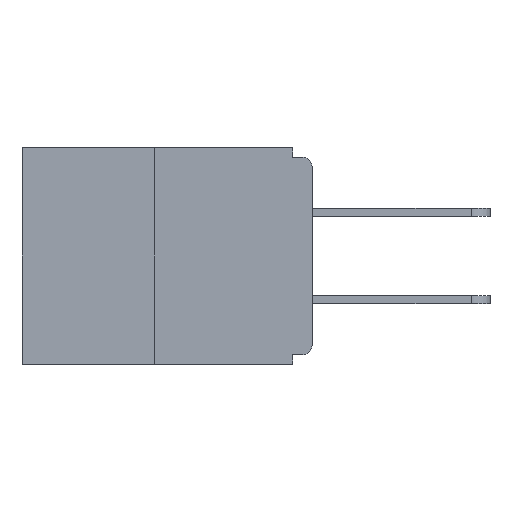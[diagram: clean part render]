
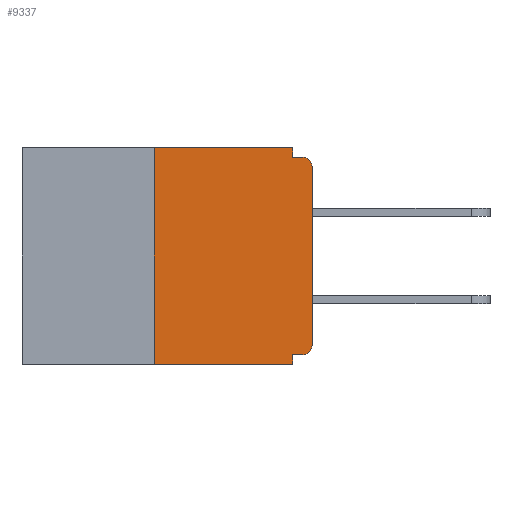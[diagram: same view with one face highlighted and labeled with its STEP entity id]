
A CAD part, left-side view. The second image highlights one B-rep face of the part: STEP entity #9337.
In plain terms, the highlighted planar face has unit normal (-1, 0, 0).
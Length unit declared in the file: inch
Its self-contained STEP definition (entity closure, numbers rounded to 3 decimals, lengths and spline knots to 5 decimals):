
#137 = EDGE_CURVE ( 'NONE', #4614, #2557, #12158, .T. ) ;
#560 = VECTOR ( 'NONE', #6119, 39.37008 ) ;
#634 = DIRECTION ( 'NONE',  ( 0., 0., -1. ) ) ;
#746 = EDGE_CURVE ( 'NONE', #15368, #2343, #1910, .T. ) ;
#1126 = CARTESIAN_POINT ( 'NONE',  ( 0., 0.25, 0. ) ) ;
#1361 = ORIENTED_EDGE ( 'NONE', *, *, #746, .T. ) ;
#1457 = CARTESIAN_POINT ( 'NONE',  ( 0., 0.015, -0.015 ) ) ;
#1910 = LINE ( 'NONE', #7385, #560 ) ;
#2106 = VERTEX_POINT ( 'NONE', #6452 ) ;
#2343 = VERTEX_POINT ( 'NONE', #9684 ) ;
#2401 = CARTESIAN_POINT ( 'NONE',  ( 0., 0., -0.328 ) ) ;
#2407 = LINE ( 'NONE', #6254, #10883 ) ;
#2508 = VECTOR ( 'NONE', #7952, 39.37008 ) ;
#2557 = VERTEX_POINT ( 'NONE', #1457 ) ;
#2818 = DIRECTION ( 'NONE',  ( 0., 0., -1. ) ) ;
#2888 = CIRCLE ( 'NONE', #7715, 0.015 ) ;
#3288 = CARTESIAN_POINT ( 'NONE',  ( 0., 0., 0. ) ) ;
#3316 = DIRECTION ( 'NONE',  ( 0., 0., -1. ) ) ;
#3414 = VERTEX_POINT ( 'NONE', #13756 ) ;
#3600 = EDGE_LOOP ( 'NONE', ( #14814, #14979, #1361, #7961, #8809, #5724, #8586, #5289, #4172, #14384 ) ) ;
#3903 = LINE ( 'NONE', #4514, #5824 ) ;
#4172 = ORIENTED_EDGE ( 'NONE', *, *, #15244, .F. ) ;
#4514 = CARTESIAN_POINT ( 'NONE',  ( 0., 0.031, 0. ) ) ;
#4614 = VERTEX_POINT ( 'NONE', #15870 ) ;
#4732 = LINE ( 'NONE', #3288, #5899 ) ;
#5289 = ORIENTED_EDGE ( 'NONE', *, *, #137, .T. ) ;
#5299 = CARTESIAN_POINT ( 'NONE',  ( 0., 0., -0.015 ) ) ;
#5409 = VERTEX_POINT ( 'NONE', #14331 ) ;
#5502 = CARTESIAN_POINT ( 'NONE',  ( 0., 0.031, -0.343 ) ) ;
#5724 = ORIENTED_EDGE ( 'NONE', *, *, #9145, .T. ) ;
#5808 = LINE ( 'NONE', #5502, #2508 ) ;
#5824 = VECTOR ( 'NONE', #3316, 39.37008 ) ;
#5899 = VECTOR ( 'NONE', #11928, 39.37008 ) ;
#6053 = CARTESIAN_POINT ( 'NONE',  ( 0., 0.031, 0. ) ) ;
#6119 = DIRECTION ( 'NONE',  ( 0., -1., 0. ) ) ;
#6254 = CARTESIAN_POINT ( 'NONE',  ( 0., 0.25, 0. ) ) ;
#6289 = VECTOR ( 'NONE', #8739, 39.37008 ) ;
#6452 = CARTESIAN_POINT ( 'NONE',  ( 0., 0., -0.313 ) ) ;
#6550 = FACE_OUTER_BOUND ( 'NONE', #3600, .T. ) ;
#6833 = DIRECTION ( 'NONE',  ( 0., -1., 0. ) ) ;
#7217 = CARTESIAN_POINT ( 'NONE',  ( 0., 0.015, -0.328 ) ) ;
#7385 = CARTESIAN_POINT ( 'NONE',  ( 0., 0.46, -0.343 ) ) ;
#7660 = DIRECTION ( 'NONE',  ( 0., 0., -1. ) ) ;
#7715 = AXIS2_PLACEMENT_3D ( 'NONE', #7803, #10266, #634 ) ;
#7775 = EDGE_CURVE ( 'NONE', #5409, #2343, #5808, .T. ) ;
#7803 = CARTESIAN_POINT ( 'NONE',  ( 0., 0.015, -0.313 ) ) ;
#7952 = DIRECTION ( 'NONE',  ( 0., 0., -1. ) ) ;
#7961 = ORIENTED_EDGE ( 'NONE', *, *, #7775, .F. ) ;
#8542 = VERTEX_POINT ( 'NONE', #1126 ) ;
#8586 = ORIENTED_EDGE ( 'NONE', *, *, #11666, .T. ) ;
#8692 = DIRECTION ( 'NONE',  ( 0., 0., 1. ) ) ;
#8739 = DIRECTION ( 'NONE',  ( 0., 1., 0. ) ) ;
#8781 = PLANE ( 'NONE',  #10400 ) ;
#8809 = ORIENTED_EDGE ( 'NONE', *, *, #12357, .F. ) ;
#8931 = DIRECTION ( 'NONE',  ( 1., 0., 0. ) ) ;
#9145 = EDGE_CURVE ( 'NONE', #13029, #2106, #2888, .T. ) ;
#9337 = ADVANCED_FACE ( 'NONE', ( #6550 ), #8781, .F. ) ;
#9684 = CARTESIAN_POINT ( 'NONE',  ( 0., 0.031, -0.343 ) ) ;
#9921 = LINE ( 'NONE', #11802, #11479 ) ;
#10266 = DIRECTION ( 'NONE',  ( -1., 0., 0. ) ) ;
#10400 = AXIS2_PLACEMENT_3D ( 'NONE', #12703, #8931, #2818 ) ;
#10883 = VECTOR ( 'NONE', #8692, 39.37008 ) ;
#11213 = DIRECTION ( 'NONE',  ( -1., 0., 0. ) ) ;
#11453 = AXIS2_PLACEMENT_3D ( 'NONE', #13866, #11213, #7660 ) ;
#11479 = VECTOR ( 'NONE', #6833, 39.37008 ) ;
#11666 = EDGE_CURVE ( 'NONE', #2106, #4614, #4732, .T. ) ;
#11696 = CARTESIAN_POINT ( 'NONE',  ( 0., 0.25, -0.343 ) ) ;
#11802 = CARTESIAN_POINT ( 'NONE',  ( 0., 0.46, 0. ) ) ;
#11888 = LINE ( 'NONE', #5299, #15335 ) ;
#11928 = DIRECTION ( 'NONE',  ( 0., 0., 1. ) ) ;
#12158 = CIRCLE ( 'NONE', #11453, 0.015 ) ;
#12357 = EDGE_CURVE ( 'NONE', #13029, #5409, #12850, .T. ) ;
#12703 = CARTESIAN_POINT ( 'NONE',  ( 0., 0.46, 0. ) ) ;
#12850 = LINE ( 'NONE', #2401, #6289 ) ;
#13019 = VERTEX_POINT ( 'NONE', #6053 ) ;
#13029 = VERTEX_POINT ( 'NONE', #7217 ) ;
#13756 = CARTESIAN_POINT ( 'NONE',  ( 0., 0.031, -0.015 ) ) ;
#13851 = DIRECTION ( 'NONE',  ( 0., -1., 0. ) ) ;
#13866 = CARTESIAN_POINT ( 'NONE',  ( 0., 0.015, -0.03 ) ) ;
#14303 = EDGE_CURVE ( 'NONE', #13019, #3414, #3903, .T. ) ;
#14331 = CARTESIAN_POINT ( 'NONE',  ( 0., 0.031, -0.328 ) ) ;
#14384 = ORIENTED_EDGE ( 'NONE', *, *, #14303, .F. ) ;
#14814 = ORIENTED_EDGE ( 'NONE', *, *, #15491, .F. ) ;
#14979 = ORIENTED_EDGE ( 'NONE', *, *, #15660, .F. ) ;
#15244 = EDGE_CURVE ( 'NONE', #3414, #2557, #11888, .T. ) ;
#15335 = VECTOR ( 'NONE', #13851, 39.37008 ) ;
#15368 = VERTEX_POINT ( 'NONE', #11696 ) ;
#15491 = EDGE_CURVE ( 'NONE', #8542, #13019, #9921, .T. ) ;
#15660 = EDGE_CURVE ( 'NONE', #15368, #8542, #2407, .T. ) ;
#15870 = CARTESIAN_POINT ( 'NONE',  ( 0., 0., -0.03 ) ) ;
